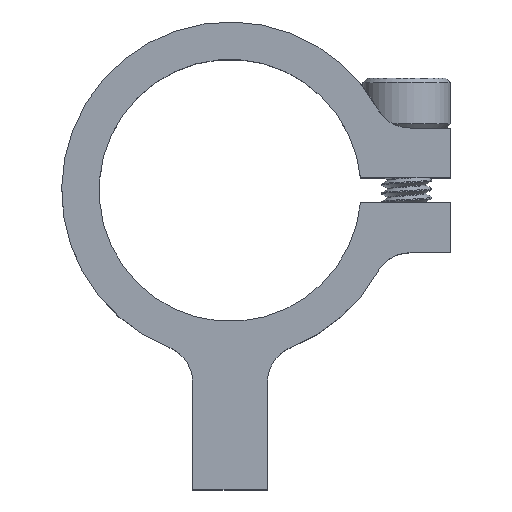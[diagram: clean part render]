
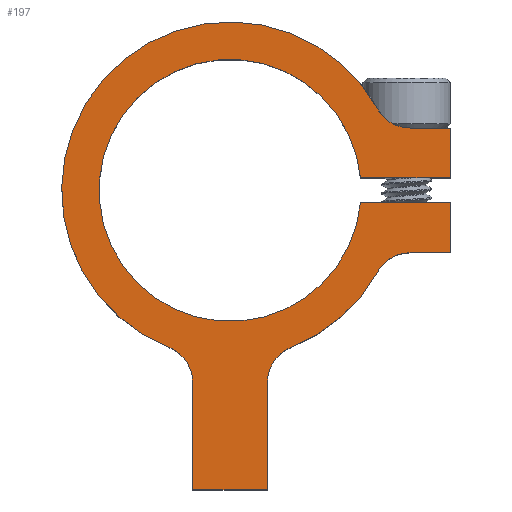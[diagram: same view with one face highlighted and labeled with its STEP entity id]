
A CAD part, top view. The second image highlights one B-rep face of the part: STEP entity #197.
In plain terms, the highlighted planar face has unit normal (0, 0, 1).
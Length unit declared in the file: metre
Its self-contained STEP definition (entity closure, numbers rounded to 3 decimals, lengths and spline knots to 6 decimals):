
#197 = ADVANCED_FACE( '', ( #393 ), #394, .T. );
#393 = FACE_OUTER_BOUND( '', #1761, .T. );
#394 = PLANE( '', #1762 );
#1761 = EDGE_LOOP( '', ( #2714, #2715, #2716, #2717, #2718, #2719, #2720, #2721, #2722, #2723, #2724, #2725, #2726, #2727, #2728, #2729 ) );
#1762 = AXIS2_PLACEMENT_3D( '', #2730, #2731, #2732 );
#2714 = ORIENTED_EDGE( '', *, *, #3004, .F. );
#2715 = ORIENTED_EDGE( '', *, *, #3043, .T. );
#2716 = ORIENTED_EDGE( '', *, *, #3049, .F. );
#2717 = ORIENTED_EDGE( '', *, *, #3068, .F. );
#2718 = ORIENTED_EDGE( '', *, *, #2999, .T. );
#2719 = ORIENTED_EDGE( '', *, *, #2968, .T. );
#2720 = ORIENTED_EDGE( '', *, *, #3069, .F. );
#2721 = ORIENTED_EDGE( '', *, *, #2956, .T. );
#2722 = ORIENTED_EDGE( '', *, *, #2986, .F. );
#2723 = ORIENTED_EDGE( '', *, *, #3070, .T. );
#2724 = ORIENTED_EDGE( '', *, *, #2938, .T. );
#2725 = ORIENTED_EDGE( '', *, *, #3071, .F. );
#2726 = ORIENTED_EDGE( '', *, *, #3072, .F. );
#2727 = ORIENTED_EDGE( '', *, *, #3073, .T. );
#2728 = ORIENTED_EDGE( '', *, *, #3074, .T. );
#2729 = ORIENTED_EDGE( '', *, *, #3075, .T. );
#2730 = CARTESIAN_POINT( '', ( 0., 0., 0.008 ) );
#2731 = DIRECTION( '', ( 0., 0., 1. ) );
#2732 = DIRECTION( '', ( 0., -1., 0. ) );
#2938 = EDGE_CURVE( '', #3144, #3142, #3145, .T. );
#2956 = EDGE_CURVE( '', #3169, #3173, #3175, .T. );
#2968 = EDGE_CURVE( '', #3194, #3192, #3195, .T. );
#2986 = EDGE_CURVE( '', #3222, #3173, #3224, .T. );
#2999 = EDGE_CURVE( '', #3245, #3194, #3246, .T. );
#3004 = EDGE_CURVE( '', #3252, #3254, #3255, .T. );
#3043 = EDGE_CURVE( '', #3252, #3306, #3308, .T. );
#3049 = EDGE_CURVE( '', #3315, #3306, #3317, .T. );
#3068 = EDGE_CURVE( '', #3245, #3315, #3339, .T. );
#3069 = EDGE_CURVE( '', #3169, #3192, #3340, .T. );
#3070 = EDGE_CURVE( '', #3222, #3144, #3341, .T. );
#3071 = EDGE_CURVE( '', #3342, #3142, #3343, .T. );
#3072 = EDGE_CURVE( '', #3344, #3342, #3345, .T. );
#3073 = EDGE_CURVE( '', #3344, #3346, #3347, .T. );
#3074 = EDGE_CURVE( '', #3346, #3348, #3349, .T. );
#3075 = EDGE_CURVE( '', #3348, #3254, #3350, .T. );
#3142 = VERTEX_POINT( '', #3821 );
#3144 = VERTEX_POINT( '', #3824 );
#3145 = LINE( '', #3825, #3826 );
#3169 = VERTEX_POINT( '', #4134 );
#3173 = VERTEX_POINT( '', #4139 );
#3175 = CIRCLE( '', #4142, 0.0135 );
#3192 = VERTEX_POINT( '', #4530 );
#3194 = VERTEX_POINT( '', #4533 );
#3195 = LINE( '', #4534, #4535 );
#3222 = VERTEX_POINT( '', #4735 );
#3224 = CIRCLE( '', #4738, 0.003 );
#3245 = VERTEX_POINT( '', #4786 );
#3246 = LINE( '', #4787, #4788 );
#3252 = VERTEX_POINT( '', #4804 );
#3254 = VERTEX_POINT( '', #4807 );
#3255 = CIRCLE( '', #4808, 0.003 );
#3306 = VERTEX_POINT( '', #5116 );
#3308 = CIRCLE( '', #5119, 0.0135 );
#3315 = VERTEX_POINT( '', #5126 );
#3317 = CIRCLE( '', #5129, 0.003 );
#3339 = LINE( '', #5368, #5369 );
#3340 = CIRCLE( '', #5370, 0.003 );
#3341 = LINE( '', #5371, #5372 );
#3342 = VERTEX_POINT( '', #5373 );
#3343 = LINE( '', #5374, #5375 );
#3344 = VERTEX_POINT( '', #5376 );
#3345 = CIRCLE( '', #5377, 0.0105 );
#3346 = VERTEX_POINT( '', #5378 );
#3347 = LINE( '', #5379, #5380 );
#3348 = VERTEX_POINT( '', #5381 );
#3349 = LINE( '', #5382, #5383 );
#3350 = LINE( '', #5384, #5385 );
#3821 = CARTESIAN_POINT( '', ( 0.017652, -0.001, 0.008 ) );
#3824 = CARTESIAN_POINT( '', ( 0.017652, -0.005, 0.008 ) );
#3825 = CARTESIAN_POINT( '', ( 0.017652, -0.001, 0.008 ) );
#3826 = VECTOR( '', #5536, 1. );
#4134 = CARTESIAN_POINT( '', ( 0.004909, -0.012576, 0.008 ) );
#4139 = CARTESIAN_POINT( '', ( 0.011807, -0.006545, 0.008 ) );
#4142 = AXIS2_PLACEMENT_3D( '', #5555, #5556, #5557 );
#4530 = CARTESIAN_POINT( '', ( 0.003, -0.01537, 0.008 ) );
#4533 = CARTESIAN_POINT( '', ( 0.003, -0.024, 0.008 ) );
#4534 = CARTESIAN_POINT( '', ( 0.003, 0., 0.008 ) );
#4535 = VECTOR( '', #5563, 1. );
#4735 = CARTESIAN_POINT( '', ( 0.014431, -0.005, 0.008 ) );
#4738 = AXIS2_PLACEMENT_3D( '', #5578, #5579, #5580 );
#4786 = CARTESIAN_POINT( '', ( -0.003, -0.024, 0.008 ) );
#4787 = CARTESIAN_POINT( '', ( 0., -0.024, 0.008 ) );
#4788 = VECTOR( '', #5589, 1. );
#4804 = CARTESIAN_POINT( '', ( 0.011807, 0.006545, 0.008 ) );
#4807 = CARTESIAN_POINT( '', ( 0.014431, 0.005, 0.008 ) );
#4808 = AXIS2_PLACEMENT_3D( '', #5592, #5593, #5594 );
#5116 = CARTESIAN_POINT( '', ( -0.004909, -0.012576, 0.008 ) );
#5119 = AXIS2_PLACEMENT_3D( '', #5633, #5634, #5635 );
#5126 = CARTESIAN_POINT( '', ( -0.003, -0.01537, 0.008 ) );
#5129 = AXIS2_PLACEMENT_3D( '', #5643, #5644, #5645 );
#5368 = CARTESIAN_POINT( '', ( -0.003, 0., 0.008 ) );
#5369 = VECTOR( '', #5660, 1. );
#5370 = AXIS2_PLACEMENT_3D( '', #5661, #5662, #5663 );
#5371 = CARTESIAN_POINT( '', ( 0.017652, -0.005, 0.008 ) );
#5372 = VECTOR( '', #5664, 1. );
#5373 = CARTESIAN_POINT( '', ( 0.010452, -0.001, 0.008 ) );
#5374 = CARTESIAN_POINT( '', ( 0., -0.001, 0.008 ) );
#5375 = VECTOR( '', #5665, 1. );
#5376 = CARTESIAN_POINT( '', ( 0.010452, 0.001, 0.008 ) );
#5377 = AXIS2_PLACEMENT_3D( '', #5666, #5667, #5668 );
#5378 = CARTESIAN_POINT( '', ( 0.017652, 0.001, 0.008 ) );
#5379 = CARTESIAN_POINT( '', ( 0., 0.001, 0.008 ) );
#5380 = VECTOR( '', #5669, 1. );
#5381 = CARTESIAN_POINT( '', ( 0.017652, 0.005, 0.008 ) );
#5382 = CARTESIAN_POINT( '', ( 0.017652, 0.001, 0.008 ) );
#5383 = VECTOR( '', #5670, 1. );
#5384 = CARTESIAN_POINT( '', ( 0.017652, 0.005, 0.008 ) );
#5385 = VECTOR( '', #5671, 1. );
#5536 = DIRECTION( '', ( 0., 1., 0. ) );
#5555 = CARTESIAN_POINT( '', ( 0., 0., 0.008 ) );
#5556 = DIRECTION( '', ( 0., 0., 1. ) );
#5557 = DIRECTION( '', ( 0., -1., 0. ) );
#5563 = DIRECTION( '', ( 0., 1., 0. ) );
#5578 = CARTESIAN_POINT( '', ( 0.014431, -0.008, 0.008 ) );
#5579 = DIRECTION( '', ( 0., 0., 1. ) );
#5580 = DIRECTION( '', ( 0., -1., 0. ) );
#5589 = DIRECTION( '', ( 1., 0., 0. ) );
#5592 = CARTESIAN_POINT( '', ( 0.014431, 0.008, 0.008 ) );
#5593 = DIRECTION( '', ( 0., 0., 1. ) );
#5594 = DIRECTION( '', ( 0., -1., 0. ) );
#5633 = CARTESIAN_POINT( '', ( 0., 0., 0.008 ) );
#5634 = DIRECTION( '', ( 0., 0., 1. ) );
#5635 = DIRECTION( '', ( 0., -1., 0. ) );
#5643 = CARTESIAN_POINT( '', ( -0.006, -0.01537, 0.008 ) );
#5644 = DIRECTION( '', ( 0., 0., 1. ) );
#5645 = DIRECTION( '', ( 0., -1., 0. ) );
#5660 = DIRECTION( '', ( 0., 1., 0. ) );
#5661 = CARTESIAN_POINT( '', ( 0.006, -0.01537, 0.008 ) );
#5662 = DIRECTION( '', ( 0., 0., 1. ) );
#5663 = DIRECTION( '', ( 0., -1., 0. ) );
#5664 = DIRECTION( '', ( 1., 0., 0. ) );
#5665 = DIRECTION( '', ( 1., 0., 0. ) );
#5666 = CARTESIAN_POINT( '', ( 0., 0., 0.008 ) );
#5667 = DIRECTION( '', ( 0., 0., 1. ) );
#5668 = DIRECTION( '', ( 0., -1., 0. ) );
#5669 = DIRECTION( '', ( 1., 0., 0. ) );
#5670 = DIRECTION( '', ( 0., 1., 0. ) );
#5671 = DIRECTION( '', ( -1., 0., 0. ) );
